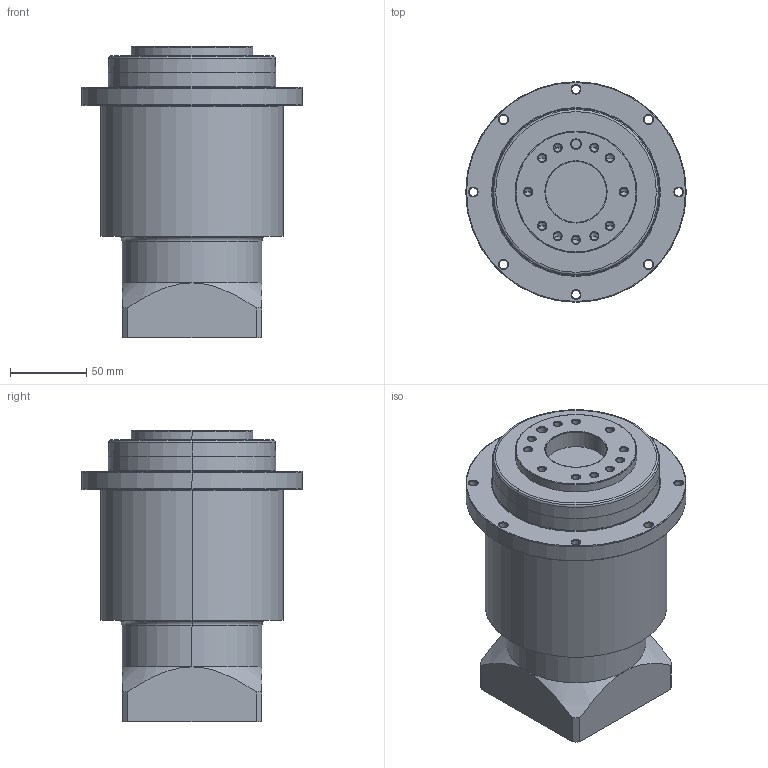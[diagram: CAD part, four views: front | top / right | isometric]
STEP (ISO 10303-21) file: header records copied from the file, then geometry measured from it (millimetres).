
FILE_DESCRIPTION((''),'2;1');
FILE_NAME('00','2022-06-14T16:26:53',('Administrator'),(''),'CREO PARAMETRIC BY PTC INC, 2019010','CREO PARAMETRIC BY PTC INC, 2019010','');
FILE_SCHEMA(('CONFIG_CONTROL_DESIGN'));
Length unit declared in the file: millimetre
Products named in the file (1): 00
Bounding box: 145 x 145 x 191.5 mm (x, y, z)
Volume: 1802912.3 mm3; surface area: 125791.5 mm2
Topology: 1 solids, 1 shells, 347 faces, 786 edges, 447 vertices
Faces by surface type: torus 160, cylinder 88, plane 59, cone 40
Entity records: 9752 total; most frequent: DIRECTION 1958, CARTESIAN_POINT 1698, ORIENTED_EDGE 1512, AXIS2_PLACEMENT_3D 871, EDGE_CURVE 756, CIRCLE 524, VERTEX_POINT 447, EDGE_LOOP 399
